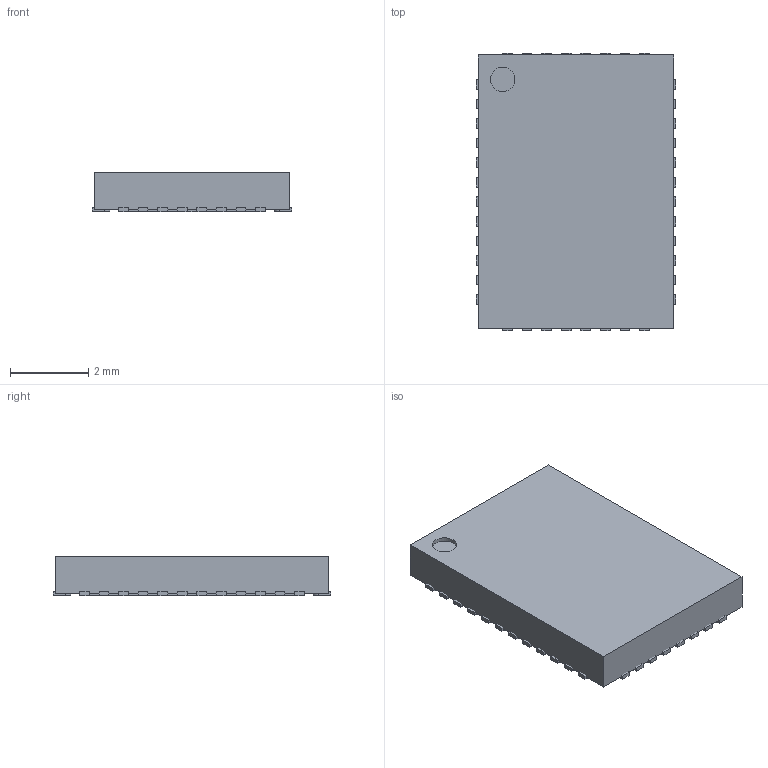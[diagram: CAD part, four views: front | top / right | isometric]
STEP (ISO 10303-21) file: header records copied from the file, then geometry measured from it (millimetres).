
FILE_DESCRIPTION(('FreeCAD Model'),'2;1');
FILE_NAME('16132570.1.1.stp','2022-11-22T08:34:20',( 'Author'),(''),'Open CASCADE STEP processor 6.9','FreeCAD','Unknown' );
FILE_SCHEMA(('AUTOMOTIVE_DESIGN { 1 0 10303 214 1 1 1 1 }'));
Length unit declared in the file: millimetre
Products named in the file (5): ASSEMBLY; Body; ThermalPin; PinsArrayLR; PinsArrayTB
Assembly tree (4 placements, depth 2):
  ASSEMBLY
    Body
    ThermalPin
    PinsArrayLR
    PinsArrayTB
Bounding box: 5.1 x 7.1 x 1 mm (x, y, z)
Volume: 35.8 mm3; surface area: 150.7 mm2
Topology: 42 solids, 42 shells, 254 faces, 507 edges, 338 vertices
Faces by surface type: plane 213, cylinder 41
Full cylindrical faces by diameter (mm): 0.625 x1
Entity records: 13608 total; most frequent: CARTESIAN_POINT 2358, DIRECTION 2081, LINE 1357, VECTOR 1357, ORIENTED_EDGE 1014, PCURVE 1014, DEFINITIONAL_REPRESENTATION 1014, EDGE_CURVE 507
